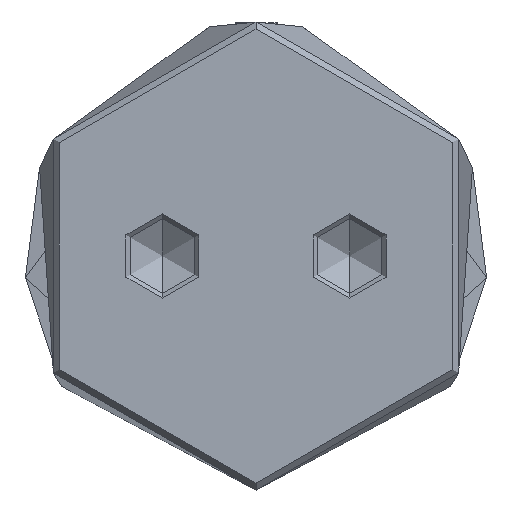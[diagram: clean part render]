
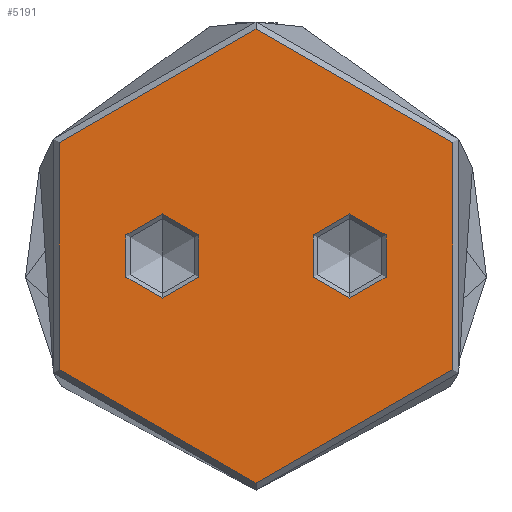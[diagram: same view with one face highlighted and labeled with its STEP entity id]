
A CAD part, front view. The second image highlights one B-rep face of the part: STEP entity #5191.
In plain terms, the highlighted face is planar.
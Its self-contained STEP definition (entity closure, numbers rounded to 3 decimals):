
#163 = VERTEX_POINT ( 'NONE', #3886 ) ;
#354 = DIRECTION ( 'NONE',  ( 1., 0., 0. ) ) ;
#663 = FACE_BOUND ( 'NONE', #3907, .T. ) ;
#794 = VERTEX_POINT ( 'NONE', #2201 ) ;
#824 = DIRECTION ( 'NONE',  ( 1., 0., 0. ) ) ;
#866 = DIRECTION ( 'NONE',  ( 0., 0., 1. ) ) ;
#909 = CARTESIAN_POINT ( 'NONE',  ( 0., 0., 0. ) ) ;
#947 = EDGE_LOOP ( 'NONE', ( #5091, #5347 ) ) ;
#988 = EDGE_CURVE ( 'NONE', #3816, #5654, #3632, .T. ) ;
#1006 = CARTESIAN_POINT ( 'NONE',  ( 0., 10., 0. ) ) ;
#1110 = CARTESIAN_POINT ( 'NONE',  ( 0., -10., 0. ) ) ;
#1146 = DIRECTION ( 'NONE',  ( 0., 0., -1. ) ) ;
#1190 = DIRECTION ( 'NONE',  ( 1., 0., 0. ) ) ;
#1265 = CARTESIAN_POINT ( 'NONE',  ( 0., 0., 0. ) ) ;
#1462 = CARTESIAN_POINT ( 'NONE',  ( 0., 0., 0. ) ) ;
#1507 = DIRECTION ( 'NONE',  ( 1., 0., 0. ) ) ;
#1638 = EDGE_LOOP ( 'NONE', ( #5827, #6079 ) ) ;
#1703 = AXIS2_PLACEMENT_3D ( 'NONE', #1462, #5014, #1955 ) ;
#1758 = DIRECTION ( 'NONE',  ( 1., 0., 0. ) ) ;
#1913 = PLANE ( 'NONE',  #1703 ) ;
#1955 = DIRECTION ( 'NONE',  ( -1., 0., 0. ) ) ;
#2047 = EDGE_CURVE ( 'NONE', #794, #163, #5443, .T. ) ;
#2201 = CARTESIAN_POINT ( 'NONE',  ( 4.5, 10., 0. ) ) ;
#2250 = CIRCLE ( 'NONE', #6060, 4.5 ) ;
#2546 = AXIS2_PLACEMENT_3D ( 'NONE', #3096, #5087, #6158 ) ;
#3096 = CARTESIAN_POINT ( 'NONE',  ( 0., 10., 0. ) ) ;
#3285 = CIRCLE ( 'NONE', #5915, 4.5 ) ;
#3301 = FACE_OUTER_BOUND ( 'NONE', #947, .T. ) ;
#3335 = DIRECTION ( 'NONE',  ( 0., 0., -1. ) ) ;
#3632 = CIRCLE ( 'NONE', #4580, 4.5 ) ;
#3816 = VERTEX_POINT ( 'NONE', #4541 ) ;
#3886 = CARTESIAN_POINT ( 'NONE',  ( -4.5, 10., 0. ) ) ;
#3907 = EDGE_LOOP ( 'NONE', ( #5514, #5673 ) ) ;
#3971 = CIRCLE ( 'NONE', #4678, 24.25 ) ;
#4275 = EDGE_CURVE ( 'NONE', #6510, #5121, #3971, .T. ) ;
#4519 = AXIS2_PLACEMENT_3D ( 'NONE', #1265, #4795, #1758 ) ;
#4526 = DIRECTION ( 'NONE',  ( 0., 0., 1. ) ) ;
#4541 = CARTESIAN_POINT ( 'NONE',  ( -4.5, -10., 0. ) ) ;
#4572 = CARTESIAN_POINT ( 'NONE',  ( -24.25, 0., 0. ) ) ;
#4580 = AXIS2_PLACEMENT_3D ( 'NONE', #1110, #1146, #1190 ) ;
#4678 = AXIS2_PLACEMENT_3D ( 'NONE', #909, #866, #824 ) ;
#4795 = DIRECTION ( 'NONE',  ( 0., 0., 1. ) ) ;
#4812 = CIRCLE ( 'NONE', #4519, 24.25 ) ;
#4946 = CARTESIAN_POINT ( 'NONE',  ( 24.25, 0., 0. ) ) ;
#4999 = CARTESIAN_POINT ( 'NONE',  ( 4.5, -10., 0. ) ) ;
#5014 = DIRECTION ( 'NONE',  ( 0., 0., -1. ) ) ;
#5087 = DIRECTION ( 'NONE',  ( 0., 0., 1. ) ) ;
#5091 = ORIENTED_EDGE ( 'NONE', *, *, #4275, .T. ) ;
#5121 = VERTEX_POINT ( 'NONE', #4946 ) ;
#5191 = ADVANCED_FACE ( 'NONE', ( #3301, #663, #6075 ), #1913, .F. ) ;
#5347 = ORIENTED_EDGE ( 'NONE', *, *, #6339, .T. ) ;
#5443 = CIRCLE ( 'NONE', #2546, 4.5 ) ;
#5514 = ORIENTED_EDGE ( 'NONE', *, *, #2047, .F. ) ;
#5654 = VERTEX_POINT ( 'NONE', #4999 ) ;
#5673 = ORIENTED_EDGE ( 'NONE', *, *, #6072, .F. ) ;
#5827 = ORIENTED_EDGE ( 'NONE', *, *, #5991, .T. ) ;
#5915 = AXIS2_PLACEMENT_3D ( 'NONE', #1006, #4526, #1507 ) ;
#5991 = EDGE_CURVE ( 'NONE', #5654, #3816, #2250, .T. ) ;
#6060 = AXIS2_PLACEMENT_3D ( 'NONE', #6477, #3335, #354 ) ;
#6072 = EDGE_CURVE ( 'NONE', #163, #794, #3285, .T. ) ;
#6075 = FACE_BOUND ( 'NONE', #1638, .T. ) ;
#6079 = ORIENTED_EDGE ( 'NONE', *, *, #988, .T. ) ;
#6158 = DIRECTION ( 'NONE',  ( 1., 0., 0. ) ) ;
#6339 = EDGE_CURVE ( 'NONE', #5121, #6510, #4812, .T. ) ;
#6477 = CARTESIAN_POINT ( 'NONE',  ( 0., -10., 0. ) ) ;
#6510 = VERTEX_POINT ( 'NONE', #4572 ) ;
